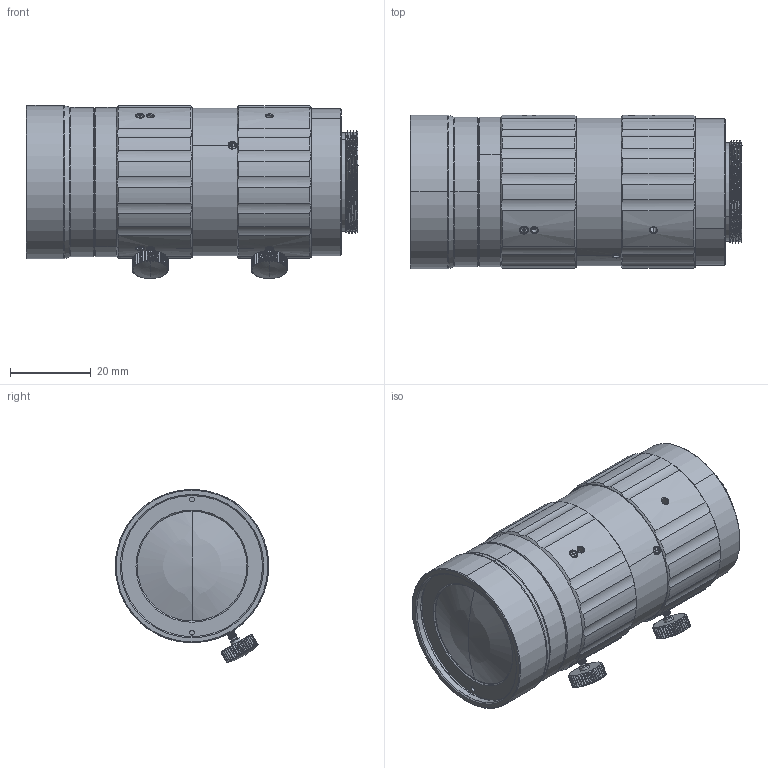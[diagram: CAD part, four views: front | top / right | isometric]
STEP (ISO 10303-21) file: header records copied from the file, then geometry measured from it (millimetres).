
FILE_DESCRIPTION(('FreeCAD Model'),'2;1');
FILE_NAME('Open CASCADE Shape Model','2025-01-21T14:07:30',('Author'),( ''),'Open CASCADE STEP processor 7.8','FreeCAD','Unknown');
FILE_SCHEMA(('AUTOMOTIVE_DESIGN { 1 0 10303 214 1 1 1 1 }'));
Length unit declared in the file: millimetre
Products named in the file (20): VA-LCM-20MP-16MM-F2.8-110; MSBR-78; MSBR-77; MSBR-76; MSBR-75; MSBR-74; MSBR-73; MSBR-70; MSBR-69; MSBR-31; MSBR-28; MSBR-18; MSBR-17; MSBR-16; MSBR-15; MSBR-14; MSBR-6; MSBR-5; MSBR-4; MSBR-2
Assembly tree (19 placements, depth 2):
  VA-LCM-20MP-16MM-F2.8-110
    MSBR-78
    MSBR-77
    MSBR-76
    MSBR-75
    MSBR-74
    MSBR-73
    MSBR-70
    MSBR-69
    MSBR-31
    MSBR-28
    MSBR-18
    MSBR-17
    MSBR-16
    MSBR-15
    MSBR-14
    MSBR-6
    MSBR-5
    MSBR-4
    MSBR-2
Bounding box: 82.29 x 38 x 42.9 mm (x, y, z)
Volume: 26240.8 mm3; surface area: 26670 mm2
Topology: 19 solids, 19 shells, 1015 faces, 2517 edges, 1567 vertices
Faces by surface type: cylinder 378, plane 294, cone 229, bspline 66, torus 36, sphere 12
Entity records: 44738 total; most frequent: CARTESIAN_POINT 20564, ORIENTED_EDGE 5010, DIRECTION 4947, EDGE_CURVE 2505, AXIS2_PLACEMENT_3D 2045, VERTEX_POINT 1567, FACE_BOUND 1100, EDGE_LOOP 1100
